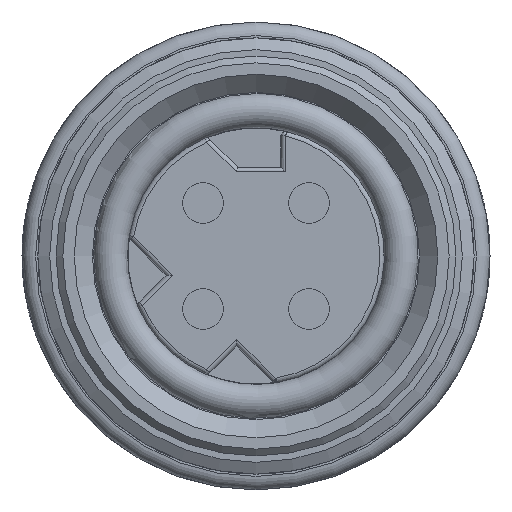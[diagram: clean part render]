
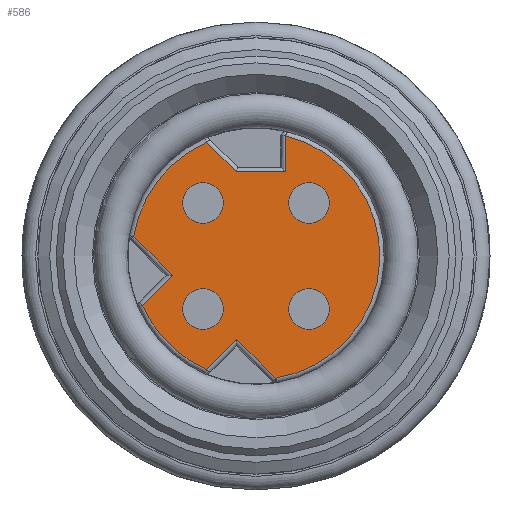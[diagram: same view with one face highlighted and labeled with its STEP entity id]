
A CAD part, front view. The second image highlights one B-rep face of the part: STEP entity #586.
In plain terms, the highlighted planar face has unit normal (0, -1, 0).
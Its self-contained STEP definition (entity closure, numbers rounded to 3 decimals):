
#181=LINE('',#3671,#275);
#182=LINE('',#3675,#276);
#184=LINE('',#3681,#278);
#185=LINE('',#3686,#279);
#187=LINE('',#3692,#281);
#190=LINE('',#3705,#284);
#192=LINE('',#3711,#286);
#275=VECTOR('',#2905,1.);
#276=VECTOR('',#2910,1.);
#278=VECTOR('',#2916,1.);
#279=VECTOR('',#2921,1.);
#281=VECTOR('',#2927,1.);
#284=VECTOR('',#2938,1.);
#286=VECTOR('',#2944,1.);
#375=PLANE('',#2580);
#586=ADVANCED_FACE('',(#795,#796,#797,#798,#799),#375,.F.);
#795=FACE_BOUND('',#874,.T.);
#796=FACE_BOUND('',#875,.T.);
#797=FACE_BOUND('',#876,.T.);
#798=FACE_BOUND('',#877,.T.);
#799=FACE_BOUND('',#878,.T.);
#874=EDGE_LOOP('',(#1132,#1133,#1134,#1135,#1136,#1137,#1138,#1139,#1140,
#1141));
#875=EDGE_LOOP('',(#1142));
#876=EDGE_LOOP('',(#1143));
#877=EDGE_LOOP('',(#1144));
#878=EDGE_LOOP('',(#1145));
#1132=ORIENTED_EDGE('',*,*,#2034,.T.);
#1133=ORIENTED_EDGE('',*,*,#2001,.T.);
#1134=ORIENTED_EDGE('',*,*,#1998,.T.);
#1135=ORIENTED_EDGE('',*,*,#2035,.T.);
#1136=ORIENTED_EDGE('',*,*,#2010,.T.);
#1137=ORIENTED_EDGE('',*,*,#2007,.T.);
#1138=ORIENTED_EDGE('',*,*,#2036,.T.);
#1139=ORIENTED_EDGE('',*,*,#1996,.T.);
#1140=ORIENTED_EDGE('',*,*,#1993,.T.);
#1141=ORIENTED_EDGE('',*,*,#1991,.T.);
#1142=ORIENTED_EDGE('',*,*,#1987,.T.);
#1143=ORIENTED_EDGE('',*,*,#1986,.F.);
#1144=ORIENTED_EDGE('',*,*,#1985,.F.);
#1145=ORIENTED_EDGE('',*,*,#1984,.F.);
#1765=VERTEX_POINT('',#3654);
#1766=VERTEX_POINT('',#3657);
#1767=VERTEX_POINT('',#3660);
#1768=VERTEX_POINT('',#3663);
#1769=VERTEX_POINT('',#3666);
#1771=VERTEX_POINT('',#3670);
#1772=VERTEX_POINT('',#3674);
#1773=VERTEX_POINT('',#3678);
#1776=VERTEX_POINT('',#3685);
#1777=VERTEX_POINT('',#3687);
#1779=VERTEX_POINT('',#3693);
#1781=VERTEX_POINT('',#3699);
#1784=VERTEX_POINT('',#3704);
#1786=VERTEX_POINT('',#3709);
#1984=EDGE_CURVE('',#1765,#1765,#2334,.T.);
#1985=EDGE_CURVE('',#1766,#1766,#2335,.T.);
#1986=EDGE_CURVE('',#1767,#1767,#2336,.T.);
#1987=EDGE_CURVE('',#1768,#1768,#2337,.T.);
#1991=EDGE_CURVE('',#1769,#1771,#181,.T.);
#1993=EDGE_CURVE('',#1772,#1769,#182,.T.);
#1996=EDGE_CURVE('',#1773,#1772,#184,.T.);
#1998=EDGE_CURVE('',#1777,#1776,#185,.T.);
#2001=EDGE_CURVE('',#1779,#1777,#187,.T.);
#2007=EDGE_CURVE('',#1781,#1784,#190,.T.);
#2010=EDGE_CURVE('',#1786,#1781,#192,.T.);
#2034=EDGE_CURVE('',#1771,#1779,#2358,.T.);
#2035=EDGE_CURVE('',#1776,#1786,#2359,.T.);
#2036=EDGE_CURVE('',#1784,#1773,#2360,.T.);
#2334=CIRCLE('',#2528,0.45);
#2335=CIRCLE('',#2530,0.45);
#2336=CIRCLE('',#2532,0.45);
#2337=CIRCLE('',#2534,0.45);
#2358=CIRCLE('',#2577,2.725);
#2359=CIRCLE('',#2578,2.725);
#2360=CIRCLE('',#2579,2.725);
#2528=AXIS2_PLACEMENT_3D('',#3653,#2884,#2885);
#2530=AXIS2_PLACEMENT_3D('',#3656,#2888,#2889);
#2532=AXIS2_PLACEMENT_3D('',#3659,#2892,#2893);
#2534=AXIS2_PLACEMENT_3D('',#3662,#2896,#2897);
#2577=AXIS2_PLACEMENT_3D('',#3759,#3004,#3005);
#2578=AXIS2_PLACEMENT_3D('',#3760,#3006,#3007);
#2579=AXIS2_PLACEMENT_3D('',#3761,#3008,#3009);
#2580=AXIS2_PLACEMENT_3D('',#3762,#3010,#3011);
#2884=DIRECTION('',(0.,-1.,0.));
#2885=DIRECTION('',(-0.707,0.,-0.707));
#2888=DIRECTION('',(0.,-1.,0.));
#2889=DIRECTION('',(-0.707,0.,-0.707));
#2892=DIRECTION('',(0.,-1.,0.));
#2893=DIRECTION('',(-0.707,0.,-0.707));
#2896=DIRECTION('',(0.,1.,0.));
#2897=DIRECTION('',(-0.707,0.,-0.707));
#2905=DIRECTION('',(-0.707,0.,0.707));
#2910=DIRECTION('',(-1.,0.,0.));
#2916=DIRECTION('',(0.,0.,-1.));
#2921=DIRECTION('',(-0.707,0.,-0.707));
#2927=DIRECTION('',(0.707,0.,-0.707));
#2938=DIRECTION('',(0.707,0.,-0.707));
#2944=DIRECTION('',(0.707,0.,0.707));
#3004=DIRECTION('',(0.,-1.,0.));
#3005=DIRECTION('',(1.,0.,0.));
#3006=DIRECTION('',(0.,-1.,0.));
#3007=DIRECTION('',(1.,0.,0.));
#3008=DIRECTION('',(0.,-1.,0.));
#3009=DIRECTION('',(1.,0.,0.));
#3010=DIRECTION('',(0.,1.,0.));
#3011=DIRECTION('',(1.,0.,0.));
#3653=CARTESIAN_POINT('',(104.508,-12.975,-1.167));
#3654=CARTESIAN_POINT('',(104.19,-12.975,-1.485));
#3656=CARTESIAN_POINT('',(106.842,-12.975,1.167));
#3657=CARTESIAN_POINT('',(106.524,-12.975,0.849));
#3659=CARTESIAN_POINT('',(106.842,-12.975,-1.167));
#3660=CARTESIAN_POINT('',(106.524,-12.975,-1.485));
#3662=CARTESIAN_POINT('',(104.508,-12.975,1.167));
#3663=CARTESIAN_POINT('',(104.19,-12.975,0.849));
#3666=CARTESIAN_POINT('',(105.239,-12.975,1.85));
#3670=CARTESIAN_POINT('',(104.59,-12.975,2.5));
#3671=CARTESIAN_POINT('',(104.542,-12.975,2.547));
#3674=CARTESIAN_POINT('',(106.325,-12.975,1.85));
#3675=CARTESIAN_POINT('',(105.281,-12.975,1.85));
#3678=CARTESIAN_POINT('',(106.325,-12.975,2.646));
#3681=CARTESIAN_POINT('',(106.325,-12.975,1.95));
#3685=CARTESIAN_POINT('',(103.176,-12.975,-1.085));
#3686=CARTESIAN_POINT('',(103.128,-12.975,-1.133));
#3687=CARTESIAN_POINT('',(103.837,-12.975,-0.424));
#3692=CARTESIAN_POINT('',(103.766,-12.975,-0.354));
#3693=CARTESIAN_POINT('',(102.984,-12.975,0.428));
#3699=CARTESIAN_POINT('',(105.251,-12.975,-1.838));
#3704=CARTESIAN_POINT('',(106.103,-12.975,-2.691));
#3705=CARTESIAN_POINT('',(104.544,-12.975,-1.131));
#3709=CARTESIAN_POINT('',(104.59,-12.975,-2.5));
#3711=CARTESIAN_POINT('',(106.382,-12.975,-0.707));
#3759=CARTESIAN_POINT('',(105.675,-12.975,0.));
#3760=CARTESIAN_POINT('',(105.675,-12.975,0.));
#3761=CARTESIAN_POINT('',(105.675,-12.975,0.));
#3762=CARTESIAN_POINT('',(105.675,-12.975,0.));
